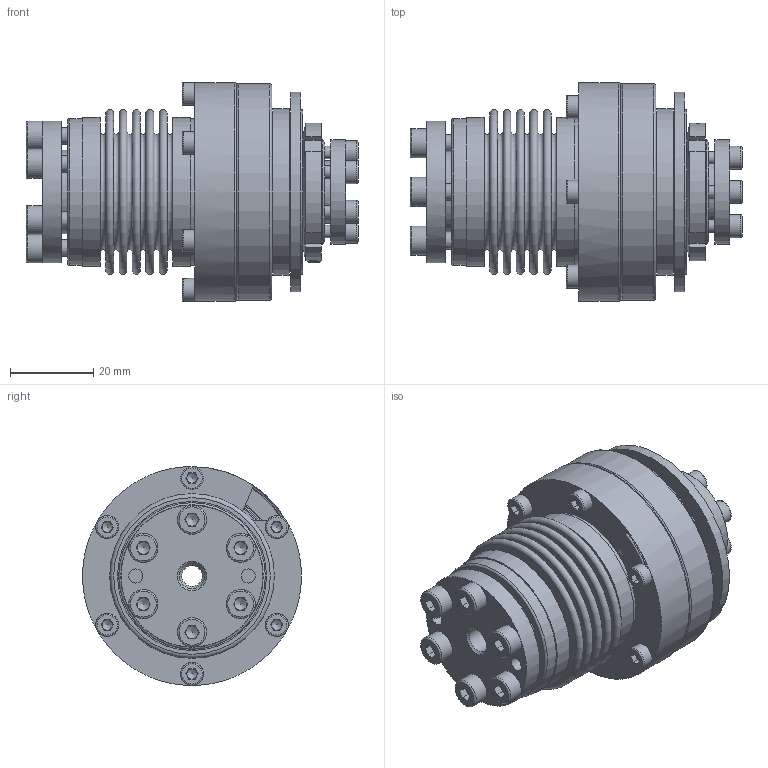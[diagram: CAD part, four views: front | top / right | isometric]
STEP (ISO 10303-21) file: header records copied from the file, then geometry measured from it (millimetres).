
FILE_DESCRIPTION( ( 'Unknown' ), '1' );
FILE_NAME( 'SKY-KS 6.stp', 'Unknown', ( 'Unknown' ), ( 'Unknown' ), 'PSStep 10.1', 'Unknown', ' ' );
FILE_SCHEMA( ( 'AUTOMOTIVE_DESIGN { 1 0 10303 214 1 1 1 1 }' ) );
Length unit declared in the file: millimetre
Products named in the file (1): kt102551
Bounding box: 79.7 x 52.5 x 52.5 mm (x, y, z)
Volume: 67718.8 mm3; surface area: 48563.1 mm2
Topology: 1 solids, 16 shells, 663 faces, 1598 edges, 1008 vertices
Faces by surface type: plane 380, cylinder 138, torus 88, cone 47, sphere 10
Full cylindrical faces by diameter (mm): 1.5 x2, 2.5 x16, 3 x13, 3.4 x20, 4 x6, 4.3 x6, 5 x1, 5.5 x12, 6 x1, 7 x6, 12 x1, 15 x1, 19 x1, 19.9 x1, 20 x3, 24 x1, 25 x5, 25.2 x1, 25.5 x1, 27.2 x2, 28 x1, 34 x1, 35.1 x2, 35.2 x2, 35.8 x2, 37.6 x2, 37.9 x2, 39.6 x1, 40 x1, 42 x2
Entity records: 23446 total; most frequent: CARTESIAN_POINT 4083, DIRECTION 3032, ORIENTED_EDGE 2448, AXIS2_PLACEMENT_3D 1250, EDGE_CURVE 1224, EDGE_LOOP 1016, VERTEX_POINT 891, FACE_OUTER_BOUND 834
